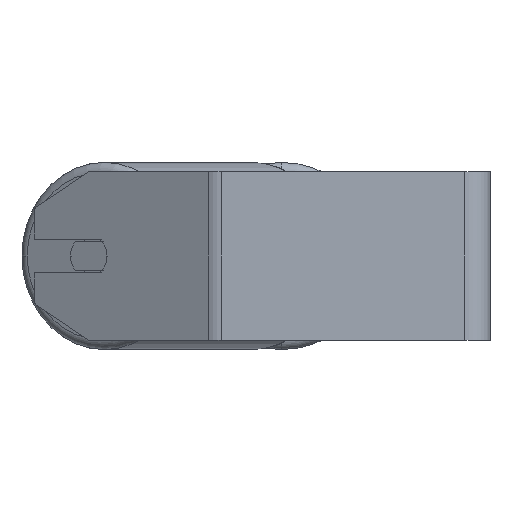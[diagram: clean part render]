
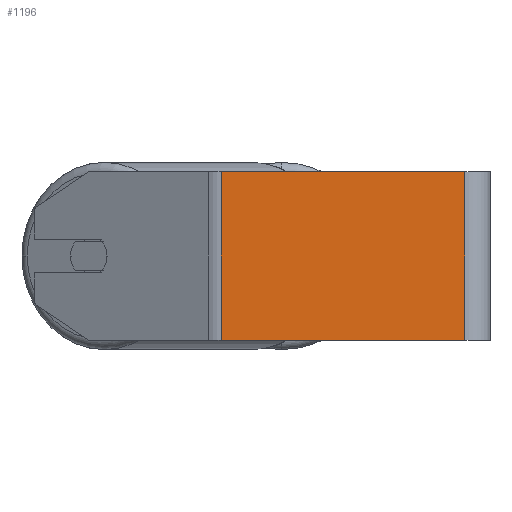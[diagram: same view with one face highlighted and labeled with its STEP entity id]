
A CAD part, left-side view. The second image highlights one B-rep face of the part: STEP entity #1196.
In plain terms, the highlighted planar face has unit normal (-1, 0, 0).
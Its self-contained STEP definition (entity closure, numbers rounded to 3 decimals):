
#434 = CARTESIAN_POINT ( 'NONE',  ( -285., 127.767, 40. ) ) ;
#1013 = CARTESIAN_POINT ( 'NONE',  ( -285., 12., 40. ) ) ;
#1096 = LINE ( 'NONE', #7831, #5040 ) ;
#1123 = LINE ( 'NONE', #3158, #1908 ) ;
#1139 = FACE_OUTER_BOUND ( 'NONE', #1847, .T. ) ;
#1196 = ADVANCED_FACE ( 'NONE', ( #1139 ), #6605, .F. ) ;
#1607 = ORIENTED_EDGE ( 'NONE', *, *, #8637, .F. ) ;
#1636 = CARTESIAN_POINT ( 'NONE',  ( -285., 127.767, -40. ) ) ;
#1760 = DIRECTION ( 'NONE',  ( 0., -1., 0. ) ) ;
#1815 = VERTEX_POINT ( 'NONE', #3608 ) ;
#1847 = EDGE_LOOP ( 'NONE', ( #5168, #1607, #6299, #6444 ) ) ;
#1908 = VECTOR ( 'NONE', #7946, 1000. ) ;
#2292 = VERTEX_POINT ( 'NONE', #5002 ) ;
#2700 = DIRECTION ( 'NONE',  ( 0., 0., -1. ) ) ;
#3158 = CARTESIAN_POINT ( 'NONE',  ( -285., 130.982, 40. ) ) ;
#3271 = AXIS2_PLACEMENT_3D ( 'NONE', #8668, #6651, #2700 ) ;
#3339 = CARTESIAN_POINT ( 'NONE',  ( -285., 127.767, 40. ) ) ;
#3608 = CARTESIAN_POINT ( 'NONE',  ( -285., 12., -40. ) ) ;
#3754 = LINE ( 'NONE', #1013, #6930 ) ;
#4110 = VERTEX_POINT ( 'NONE', #1636 ) ;
#5002 = CARTESIAN_POINT ( 'NONE',  ( -285., 12., 40. ) ) ;
#5040 = VECTOR ( 'NONE', #1760, 1000. ) ;
#5168 = ORIENTED_EDGE ( 'NONE', *, *, #6539, .T. ) ;
#5949 = EDGE_CURVE ( 'NONE', #8585, #2292, #1123, .T. ) ;
#6055 = DIRECTION ( 'NONE',  ( 0., 0., -1. ) ) ;
#6299 = ORIENTED_EDGE ( 'NONE', *, *, #5949, .F. ) ;
#6444 = ORIENTED_EDGE ( 'NONE', *, *, #8010, .T. ) ;
#6539 = EDGE_CURVE ( 'NONE', #4110, #1815, #1096, .T. ) ;
#6605 = PLANE ( 'NONE',  #3271 ) ;
#6651 = DIRECTION ( 'NONE',  ( 1., 0., 0. ) ) ;
#6930 = VECTOR ( 'NONE', #8532, 1000. ) ;
#7049 = VECTOR ( 'NONE', #6055, 1000. ) ;
#7831 = CARTESIAN_POINT ( 'NONE',  ( -285., 130.982, -40. ) ) ;
#7946 = DIRECTION ( 'NONE',  ( 0., -1., 0. ) ) ;
#8010 = EDGE_CURVE ( 'NONE', #8585, #4110, #8036, .T. ) ;
#8036 = LINE ( 'NONE', #3339, #7049 ) ;
#8532 = DIRECTION ( 'NONE',  ( 0., 0., -1. ) ) ;
#8585 = VERTEX_POINT ( 'NONE', #434 ) ;
#8637 = EDGE_CURVE ( 'NONE', #2292, #1815, #3754, .T. ) ;
#8668 = CARTESIAN_POINT ( 'NONE',  ( -285., 130.982, 40. ) ) ;
